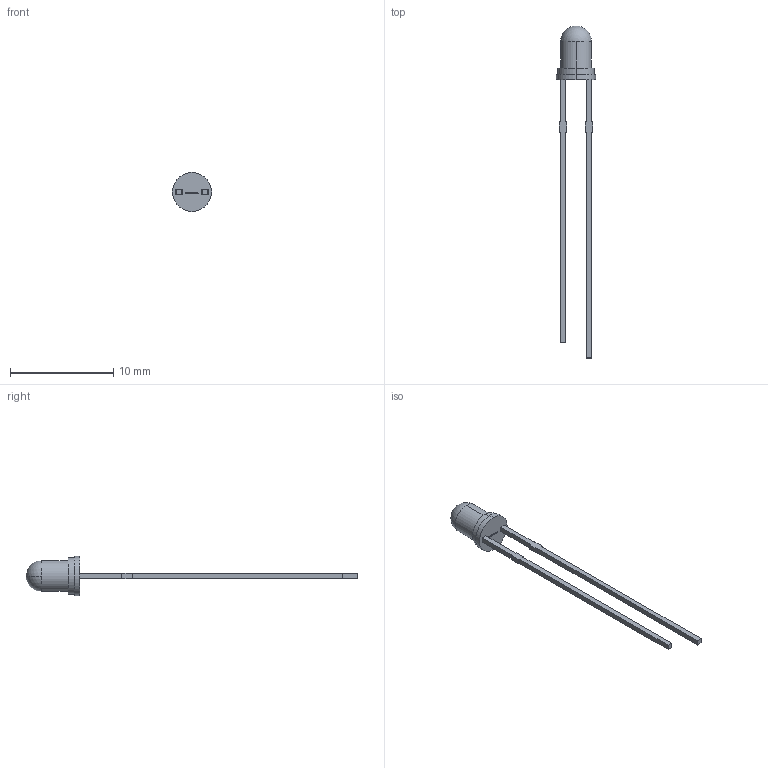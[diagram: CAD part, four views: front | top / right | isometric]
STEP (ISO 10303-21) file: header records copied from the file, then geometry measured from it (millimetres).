
FILE_DESCRIPTION (( 'STEP AP214' ), '1' );
FILE_NAME ('XLxx65.STEP', '2015-09-01T16:44:40', ( '' ), ( '' ), 'SwSTEP 2.0', 'SolidWorks 2012', '' );
FILE_SCHEMA (( 'AUTOMOTIVE_DESIGN' ));
Length unit declared in the file: millimetre
Products named in the file (1): XLxx65
Bounding box: 3.8 x 32.2 x 3.8 mm (x, y, z)
Volume: 50.2 mm3; surface area: 173.1 mm2
Topology: 1 solids, 1 shells, 200 faces, 543 edges, 361 vertices
Faces by surface type: plane 135, bspline 57, cylinder 6, sphere 2
Entity records: 11020 total; most frequent: CARTESIAN_POINT 4240, ORIENTED_EDGE 1082, DIRECTION 731, EDGE_CURVE 541, LINE 411, VECTOR 411, VERTEX_POINT 361, EDGE_LOOP 218
